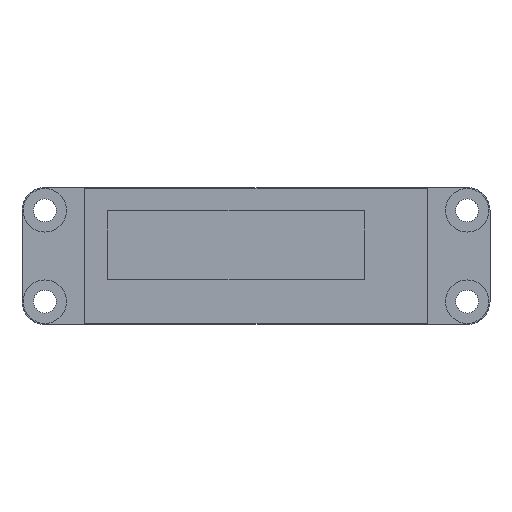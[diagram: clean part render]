
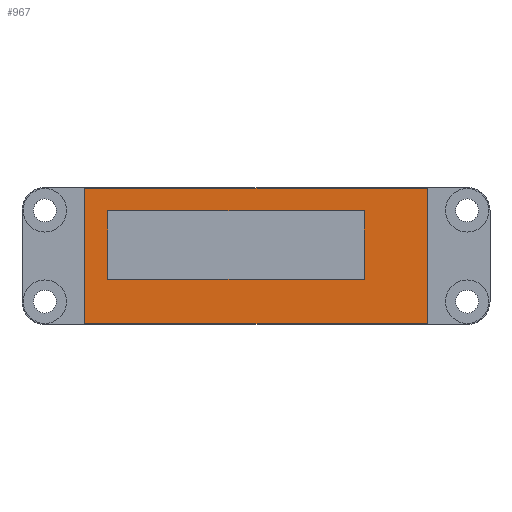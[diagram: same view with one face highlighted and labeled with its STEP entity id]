
A CAD part, top view. The second image highlights one B-rep face of the part: STEP entity #967.
In plain terms, the highlighted planar face has unit normal (0, 0, 1).
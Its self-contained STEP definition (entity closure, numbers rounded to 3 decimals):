
#19 = DIRECTION ( 'NONE',  ( 0., -1., 0. ) ) ;
#64 = ORIENTED_EDGE ( 'NONE', *, *, #5807, .T. ) ;
#91 = LINE ( 'NONE', #5396, #4902 ) ;
#276 = DIRECTION ( 'NONE',  ( 0., 0., 1. ) ) ;
#303 = EDGE_CURVE ( 'NONE', #1613, #5300, #7268, .T. ) ;
#327 = DIRECTION ( 'NONE',  ( 0., 1., 0. ) ) ;
#496 = EDGE_CURVE ( 'NONE', #5300, #2856, #6436, .T. ) ;
#627 = CARTESIAN_POINT ( 'NONE',  ( -13., -2.05, 2.6 ) ) ;
#652 = LINE ( 'NONE', #2404, #4798 ) ;
#684 = FACE_BOUND ( 'NONE', #5018, .T. ) ;
#698 = DIRECTION ( 'NONE',  ( 1., 0., 0. ) ) ;
#859 = CARTESIAN_POINT ( 'NONE',  ( 15., 5.95, 2.6 ) ) ;
#912 = CARTESIAN_POINT ( 'NONE',  ( -15., 5.95, 2.6 ) ) ;
#967 = ADVANCED_FACE ( 'NONE', ( #684, #4876 ), #3245, .T. ) ;
#1028 = LINE ( 'NONE', #912, #1117 ) ;
#1076 = CARTESIAN_POINT ( 'NONE',  ( -13., -2.05, 2.6 ) ) ;
#1117 = VECTOR ( 'NONE', #6358, 1000. ) ;
#1155 = CARTESIAN_POINT ( 'NONE',  ( -13., 3.95, 2.6 ) ) ;
#1250 = DIRECTION ( 'NONE',  ( -1., 0., 0. ) ) ;
#1529 = EDGE_CURVE ( 'NONE', #3180, #1613, #6575, .T. ) ;
#1613 = VERTEX_POINT ( 'NONE', #1076 ) ;
#1730 = VECTOR ( 'NONE', #1736, 1000. ) ;
#1736 = DIRECTION ( 'NONE',  ( 1., 0., 0. ) ) ;
#1820 = LINE ( 'NONE', #4237, #4740 ) ;
#2052 = EDGE_CURVE ( 'NONE', #5773, #4136, #1820, .T. ) ;
#2087 = ORIENTED_EDGE ( 'NONE', *, *, #5965, .T. ) ;
#2178 = ORIENTED_EDGE ( 'NONE', *, *, #4279, .T. ) ;
#2404 = CARTESIAN_POINT ( 'NONE',  ( -13., 3.95, 2.6 ) ) ;
#2595 = VERTEX_POINT ( 'NONE', #6394 ) ;
#2856 = VERTEX_POINT ( 'NONE', #4411 ) ;
#2875 = AXIS2_PLACEMENT_3D ( 'NONE', #7512, #276, #3076 ) ;
#2960 = VERTEX_POINT ( 'NONE', #4056 ) ;
#3012 = CARTESIAN_POINT ( 'NONE',  ( -15., 5.95, 2.6 ) ) ;
#3076 = DIRECTION ( 'NONE',  ( 1., 0., 0. ) ) ;
#3180 = VERTEX_POINT ( 'NONE', #5820 ) ;
#3245 = PLANE ( 'NONE',  #2875 ) ;
#3281 = ORIENTED_EDGE ( 'NONE', *, *, #1529, .F. ) ;
#3789 = ORIENTED_EDGE ( 'NONE', *, *, #496, .F. ) ;
#4008 = VECTOR ( 'NONE', #5220, 1000. ) ;
#4056 = CARTESIAN_POINT ( 'NONE',  ( 15., 5.95, 2.6 ) ) ;
#4136 = VERTEX_POINT ( 'NONE', #7431 ) ;
#4237 = CARTESIAN_POINT ( 'NONE',  ( -15., 5.95, 2.6 ) ) ;
#4279 = EDGE_CURVE ( 'NONE', #2595, #2960, #6235, .T. ) ;
#4411 = CARTESIAN_POINT ( 'NONE',  ( 9.5, 3.95, 2.6 ) ) ;
#4740 = VECTOR ( 'NONE', #4862, 1000. ) ;
#4798 = VECTOR ( 'NONE', #1250, 1000. ) ;
#4862 = DIRECTION ( 'NONE',  ( 0., -1., 0. ) ) ;
#4876 = FACE_OUTER_BOUND ( 'NONE', #6182, .T. ) ;
#4902 = VECTOR ( 'NONE', #698, 1000. ) ;
#5018 = EDGE_LOOP ( 'NONE', ( #3281, #5636, #3789, #6224 ) ) ;
#5220 = DIRECTION ( 'NONE',  ( 0., 1., 0. ) ) ;
#5300 = VERTEX_POINT ( 'NONE', #6544 ) ;
#5396 = CARTESIAN_POINT ( 'NONE',  ( -15., -5.95, 2.6 ) ) ;
#5636 = ORIENTED_EDGE ( 'NONE', *, *, #6655, .F. ) ;
#5773 = VERTEX_POINT ( 'NONE', #3012 ) ;
#5807 = EDGE_CURVE ( 'NONE', #4136, #2595, #91, .T. ) ;
#5820 = CARTESIAN_POINT ( 'NONE',  ( -13., 3.95, 2.6 ) ) ;
#5965 = EDGE_CURVE ( 'NONE', #2960, #5773, #1028, .T. ) ;
#6182 = EDGE_LOOP ( 'NONE', ( #2178, #2087, #6448, #64 ) ) ;
#6224 = ORIENTED_EDGE ( 'NONE', *, *, #303, .F. ) ;
#6235 = LINE ( 'NONE', #859, #6618 ) ;
#6358 = DIRECTION ( 'NONE',  ( -1., 0., 0. ) ) ;
#6394 = CARTESIAN_POINT ( 'NONE',  ( 15., -5.95, 2.6 ) ) ;
#6398 = CARTESIAN_POINT ( 'NONE',  ( 9.5, 3.95, 2.6 ) ) ;
#6436 = LINE ( 'NONE', #6398, #4008 ) ;
#6448 = ORIENTED_EDGE ( 'NONE', *, *, #2052, .T. ) ;
#6544 = CARTESIAN_POINT ( 'NONE',  ( 9.5, -2.05, 2.6 ) ) ;
#6575 = LINE ( 'NONE', #1155, #6761 ) ;
#6618 = VECTOR ( 'NONE', #327, 1000. ) ;
#6655 = EDGE_CURVE ( 'NONE', #2856, #3180, #652, .T. ) ;
#6761 = VECTOR ( 'NONE', #19, 1000. ) ;
#7268 = LINE ( 'NONE', #627, #1730 ) ;
#7431 = CARTESIAN_POINT ( 'NONE',  ( -15., -5.95, 2.6 ) ) ;
#7512 = CARTESIAN_POINT ( 'NONE',  ( 0., 0., 2.6 ) ) ;
